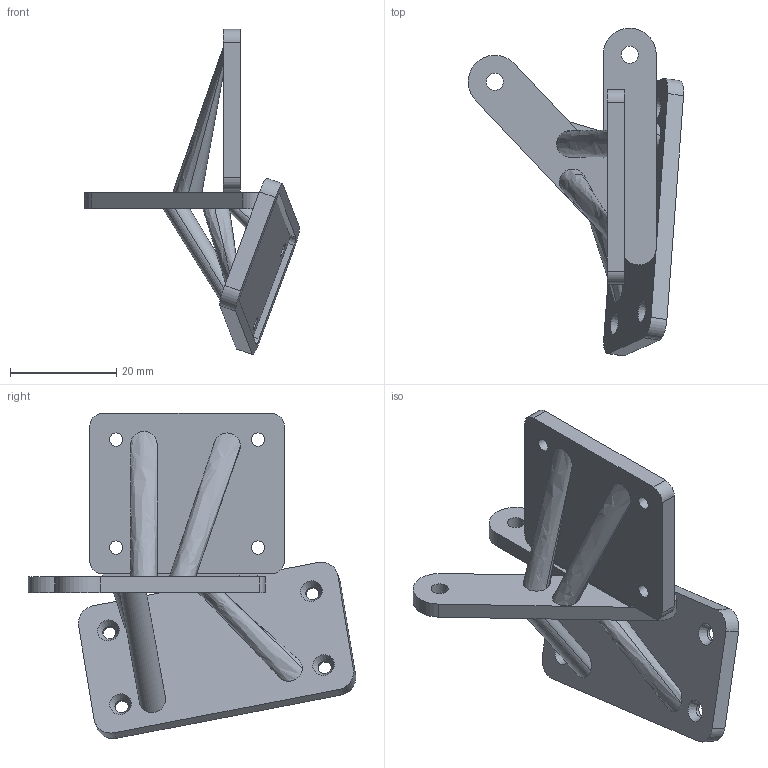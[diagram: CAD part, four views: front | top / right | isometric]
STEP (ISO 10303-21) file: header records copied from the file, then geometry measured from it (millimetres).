
FILE_DESCRIPTION(('FreeCAD Model'),'2;1');
FILE_NAME('Open CASCADE Shape Model','2025-01-10T14:28:17',(''),(''), 'Open CASCADE STEP processor 7.6','FreeCAD','Unknown');
FILE_SCHEMA(('AUTOMOTIVE_DESIGN { 1 0 10303 214 1 1 1 1 }'));
Length unit declared in the file: millimetre
Products named in the file (7): thumbstick-and-thumb-cluster; thumb-cluster; base; new mount; thumb-cluster-mount; thumbstick mount
Assembly tree (6 placements, depth 3):
  thumbstick-and-thumb-cluster
    thumb-cluster
      base
      new mount
      thumb-cluster-mount
    base
    thumbstick mount
Bounding box: 40.51 x 61.63 x 61.19 mm (x, y, z)
Volume: 8815.7 mm3; surface area: 9891.7 mm2
Topology: 9 solids, 9 shells, 115 faces, 239 edges, 158 vertices
Faces by surface type: plane 58, cylinder 43, bspline 10, cone 4
Full cylindrical faces by diameter (mm): 2.4 x6, 2.5 x8, 3 x8, 3.2 x2
Entity records: 3493 total; most frequent: CARTESIAN_POINT 739, DIRECTION 563, ORIENTED_EDGE 478, EDGE_CURVE 239, AXIS2_PLACEMENT_3D 222, VERTEX_POINT 158, FACE_BOUND 151, EDGE_LOOP 151
